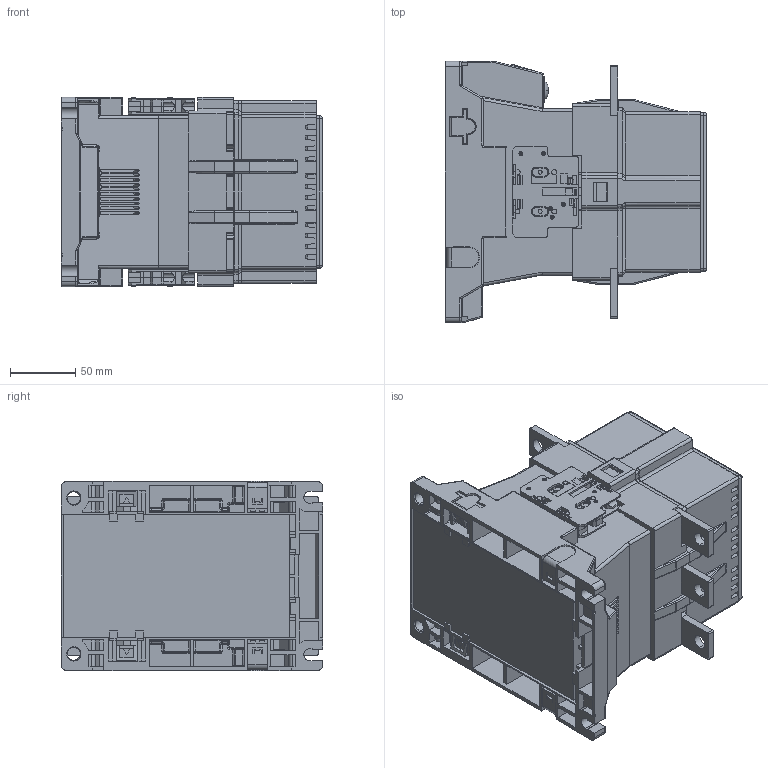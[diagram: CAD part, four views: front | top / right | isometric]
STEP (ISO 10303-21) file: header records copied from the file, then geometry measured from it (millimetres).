
FILE_DESCRIPTION (( 'STEP AP214' ), '1' );
FILE_NAME ('B3TF5622-0AP6.STEP', '2020-10-09T11:21:49', ( '' ), ( '' ), 'SwSTEP 2.0', 'SolidWorks 2017', '' );
FILE_SCHEMA (( 'AUTOMOTIVE_DESIGN' ));
Length unit declared in the file: millimetre
Products named in the file (1): B3TF5622-0AP6
Bounding box: 200 x 200 x 145 mm (x, y, z)
Volume: 3423517 mm3; surface area: 278081.9 mm2
Topology: 1 solids, 1 shells, 2418 faces, 6521 edges, 4152 vertices
Faces by surface type: plane 1642, cylinder 640, sphere 54, torus 41, bspline 31, cone 10
Entity records: 75877 total; most frequent: CARTESIAN_POINT 15192, ORIENTED_EDGE 12964, DIRECTION 12188, EDGE_CURVE 6482, VECTOR 5068, LINE 5068, VERTEX_POINT 4152, AXIS2_PLACEMENT_3D 3560
